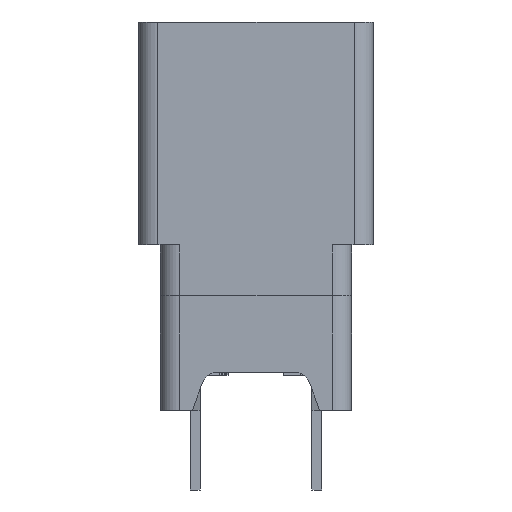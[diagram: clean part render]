
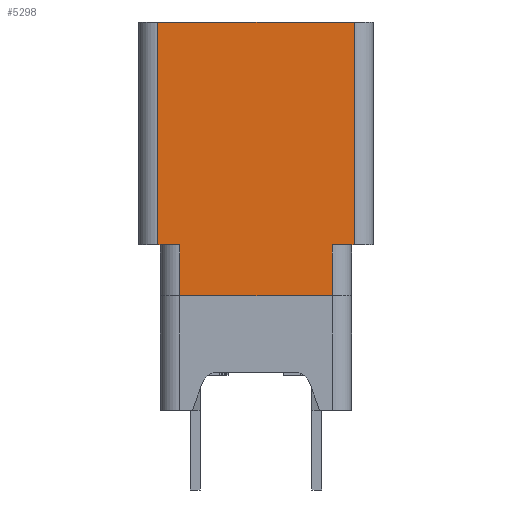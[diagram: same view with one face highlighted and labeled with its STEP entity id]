
A CAD part, left-side view. The second image highlights one B-rep face of the part: STEP entity #5298.
In plain terms, the highlighted planar face has unit normal (-1, 0, 0).
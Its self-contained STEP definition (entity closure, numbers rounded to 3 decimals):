
#3=DIRECTION('',(0.,0.,-1.));
#4=VECTOR('',#3,2.032);
#5=CARTESIAN_POINT('',(-22.352,-3.048,-8.89));
#6=LINE('',#5,#4);
#7=DIRECTION('',(0.,0.,-1.));
#8=VECTOR('',#7,2.032);
#9=CARTESIAN_POINT('',(-22.352,3.048,-8.89));
#10=LINE('',#9,#8);
#11=DIRECTION('',(0.,0.,-1.));
#12=VECTOR('',#11,8.89);
#13=CARTESIAN_POINT('',(-22.352,3.912,0.));
#14=LINE('',#13,#12);
#15=DIRECTION('',(0.,-1.,0.));
#16=VECTOR('',#15,7.823);
#17=CARTESIAN_POINT('',(-22.352,3.912,0.));
#18=LINE('',#17,#16);
#19=DIRECTION('',(0.,0.,1.));
#20=VECTOR('',#19,8.89);
#21=CARTESIAN_POINT('',(-22.352,-3.912,-8.89));
#22=LINE('',#21,#20);
#37=DIRECTION('',(0.,-1.,0.));
#38=VECTOR('',#37,0.864);
#39=CARTESIAN_POINT('',(-22.352,3.912,-8.89));
#40=LINE('',#39,#38);
#41=DIRECTION('',(0.,-1.,0.));
#42=VECTOR('',#41,0.864);
#43=CARTESIAN_POINT('',(-22.352,-3.048,-8.89));
#44=LINE('',#43,#42);
#101=DIRECTION('',(0.,1.,0.));
#102=VECTOR('',#101,6.096);
#103=CARTESIAN_POINT('',(-22.352,-3.048,-10.922));
#104=LINE('',#103,#102);
#4571=CARTESIAN_POINT('',(-22.352,-3.912,0.));
#4573=VERTEX_POINT('',#4571);
#4577=CARTESIAN_POINT('',(-22.352,-3.912,-8.89));
#4578=VERTEX_POINT('',#4577);
#4579=CARTESIAN_POINT('',(-22.352,3.912,-8.89));
#4581=VERTEX_POINT('',#4579);
#4585=CARTESIAN_POINT('',(-22.352,3.912,0.));
#4586=VERTEX_POINT('',#4585);
#4607=CARTESIAN_POINT('',(-22.352,-3.048,-10.922));
#4608=CARTESIAN_POINT('',(-22.352,3.048,-10.922));
#4609=VERTEX_POINT('',#4607);
#4610=VERTEX_POINT('',#4608);
#4620=CARTESIAN_POINT('',(-22.352,3.048,-8.89));
#4622=VERTEX_POINT('',#4620);
#4623=CARTESIAN_POINT('',(-22.352,-3.048,-8.89));
#4625=VERTEX_POINT('',#4623);
#5275=CARTESIAN_POINT('',(-22.352,0.,0.));
#5276=DIRECTION('',(1.,0.,0.));
#5277=DIRECTION('',(0.,-1.,0.));
#5278=AXIS2_PLACEMENT_3D('',#5275,#5276,#5277);
#5279=PLANE('',#5278);
#5281=ORIENTED_EDGE('',*,*,#5280,.F.);
#5283=ORIENTED_EDGE('',*,*,#5282,.T.);
#5285=ORIENTED_EDGE('',*,*,#5284,.T.);
#5287=ORIENTED_EDGE('',*,*,#5286,.F.);
#5289=ORIENTED_EDGE('',*,*,#5288,.F.);
#5291=ORIENTED_EDGE('',*,*,#5290,.F.);
#5293=ORIENTED_EDGE('',*,*,#5292,.T.);
#5295=ORIENTED_EDGE('',*,*,#5294,.F.);
#5296=EDGE_LOOP('',(#5281,#5283,#5285,#5287,#5289,#5291,#5293,#5295));
#5297=FACE_OUTER_BOUND('',#5296,.F.);
#5280=EDGE_CURVE('',#4625,#4578,#44,.T.);
#5282=EDGE_CURVE('',#4625,#4609,#6,.T.);
#5284=EDGE_CURVE('',#4609,#4610,#104,.T.);
#5286=EDGE_CURVE('',#4622,#4610,#10,.T.);
#5288=EDGE_CURVE('',#4581,#4622,#40,.T.);
#5290=EDGE_CURVE('',#4586,#4581,#14,.T.);
#5292=EDGE_CURVE('',#4586,#4573,#18,.T.);
#5294=EDGE_CURVE('',#4578,#4573,#22,.T.);
#5298=ADVANCED_FACE('',(#5297),#5279,.F.);
